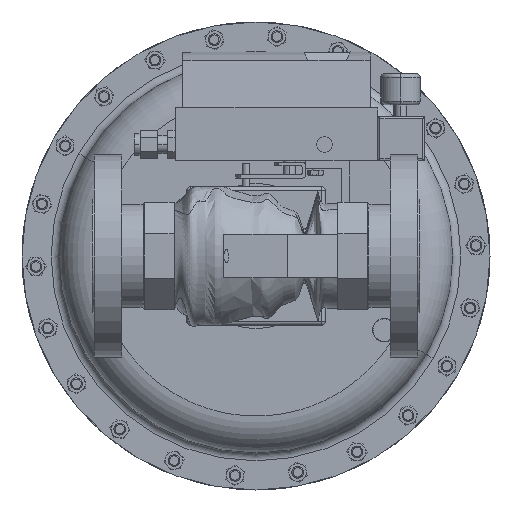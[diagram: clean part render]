
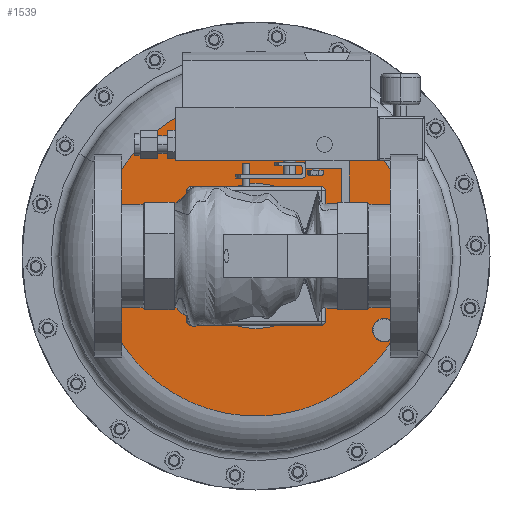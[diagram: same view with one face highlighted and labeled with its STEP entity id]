
A CAD part, front view. The second image highlights one B-rep face of the part: STEP entity #1539.
In plain terms, the highlighted planar face has unit normal (0, -1, 0).
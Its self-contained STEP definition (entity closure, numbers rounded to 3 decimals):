
#184 = VERTEX_POINT ( 'NONE', #19936 ) ;
#811 = DIRECTION ( 'NONE',  ( -0.866, 0., 0.5 ) ) ;
#1125 = EDGE_CURVE ( 'NONE', #24837, #3813, #19937, .T. ) ;
#1539 = ADVANCED_FACE ( 'NONE', ( #33015, #54743 ), #37673, .T. ) ;
#2241 = CARTESIAN_POINT ( 'NONE',  ( 3.789, 9.038, -2.188 ) ) ;
#3813 = VERTEX_POINT ( 'NONE', #48042 ) ;
#4335 = EDGE_CURVE ( 'NONE', #3813, #44769, #16046, .T. ) ;
#4648 = ORIENTED_EDGE ( 'NONE', *, *, #36270, .F. ) ;
#5121 = AXIS2_PLACEMENT_3D ( 'NONE', #26724, #59229, #31410 ) ;
#8785 = EDGE_CURVE ( 'NONE', #184, #11903, #27049, .T. ) ;
#9800 = CARTESIAN_POINT ( 'NONE',  ( 0., 9.038, 0. ) ) ;
#10155 = ORIENTED_EDGE ( 'NONE', *, *, #1125, .F. ) ;
#11903 = VERTEX_POINT ( 'NONE', #54795 ) ;
#11937 = CIRCLE ( 'NONE', #14713, 0.375 ) ;
#14430 = DIRECTION ( 'NONE',  ( 0.866, 0., -0.5 ) ) ;
#14566 = CARTESIAN_POINT ( 'NONE',  ( -2.563, 9.038, -4.438 ) ) ;
#14713 = AXIS2_PLACEMENT_3D ( 'NONE', #53241, #25461, #57955 ) ;
#16046 = CIRCLE ( 'NONE', #23487, 0.375 ) ;
#16524 = ORIENTED_EDGE ( 'NONE', *, *, #4335, .T. ) ;
#17939 = CARTESIAN_POINT ( 'NONE',  ( -4.438, 9.038, 2.563 ) ) ;
#19350 = EDGE_LOOP ( 'NONE', ( #25289, #21709 ) ) ;
#19936 = CARTESIAN_POINT ( 'NONE',  ( 0., 9.038, 2.325 ) ) ;
#19937 = CIRCLE ( 'NONE', #5121, 5.125 ) ;
#20891 = AXIS2_PLACEMENT_3D ( 'NONE', #54482, #26675, #59183 ) ;
#21059 = DIRECTION ( 'NONE',  ( 0., -1., 0. ) ) ;
#21451 = CIRCLE ( 'NONE', #35046, 5.125 ) ;
#21709 = ORIENTED_EDGE ( 'NONE', *, *, #8785, .F. ) ;
#23487 = AXIS2_PLACEMENT_3D ( 'NONE', #51906, #24133, #56655 ) ;
#24133 = DIRECTION ( 'NONE',  ( 0., 1., 0. ) ) ;
#24837 = VERTEX_POINT ( 'NONE', #17939 ) ;
#25289 = ORIENTED_EDGE ( 'NONE', *, *, #49503, .F. ) ;
#25461 = DIRECTION ( 'NONE',  ( 0., 1., 0. ) ) ;
#26675 = DIRECTION ( 'NONE',  ( 0., -1., 0. ) ) ;
#26724 = CARTESIAN_POINT ( 'NONE',  ( 0., 9.038, 0. ) ) ;
#27049 = CIRCLE ( 'NONE', #20891, 2.325 ) ;
#28463 = AXIS2_PLACEMENT_3D ( 'NONE', #48815, #21059, #53527 ) ;
#28576 = DIRECTION ( 'NONE',  ( 0., -1., 0. ) ) ;
#29362 = ORIENTED_EDGE ( 'NONE', *, *, #57362, .T. ) ;
#31410 = DIRECTION ( 'NONE',  ( 0.866, 0., -0.5 ) ) ;
#33015 = FACE_BOUND ( 'NONE', #19350, .T. ) ;
#35046 = AXIS2_PLACEMENT_3D ( 'NONE', #9800, #42172, #14430 ) ;
#36270 = EDGE_CURVE ( 'NONE', #3813, #24837, #21451, .T. ) ;
#37673 = PLANE ( 'NONE',  #38120 ) ;
#38120 = AXIS2_PLACEMENT_3D ( 'NONE', #14566, #28576, #811 ) ;
#42172 = DIRECTION ( 'NONE',  ( 0., 1., 0. ) ) ;
#44769 = VERTEX_POINT ( 'NONE', #2241 ) ;
#44912 = CIRCLE ( 'NONE', #28463, 2.325 ) ;
#48042 = CARTESIAN_POINT ( 'NONE',  ( 4.438, 9.038, -2.563 ) ) ;
#48815 = CARTESIAN_POINT ( 'NONE',  ( 0., 9.038, 0. ) ) ;
#49503 = EDGE_CURVE ( 'NONE', #11903, #184, #44912, .T. ) ;
#50181 = EDGE_LOOP ( 'NONE', ( #4648, #16524, #29362, #10155 ) ) ;
#51906 = CARTESIAN_POINT ( 'NONE',  ( 4.114, 9.038, -2.375 ) ) ;
#53241 = CARTESIAN_POINT ( 'NONE',  ( 4.114, 9.038, -2.375 ) ) ;
#53527 = DIRECTION ( 'NONE',  ( 0., 0., -1. ) ) ;
#54482 = CARTESIAN_POINT ( 'NONE',  ( 0., 9.038, 0. ) ) ;
#54743 = FACE_OUTER_BOUND ( 'NONE', #50181, .T. ) ;
#54795 = CARTESIAN_POINT ( 'NONE',  ( 0., 9.038, -2.325 ) ) ;
#56655 = DIRECTION ( 'NONE',  ( 0.866, 0., -0.5 ) ) ;
#57362 = EDGE_CURVE ( 'NONE', #44769, #3813, #11937, .T. ) ;
#57955 = DIRECTION ( 'NONE',  ( 0.866, 0., -0.5 ) ) ;
#59183 = DIRECTION ( 'NONE',  ( 0., 0., -1. ) ) ;
#59229 = DIRECTION ( 'NONE',  ( 0., 1., 0. ) ) ;
